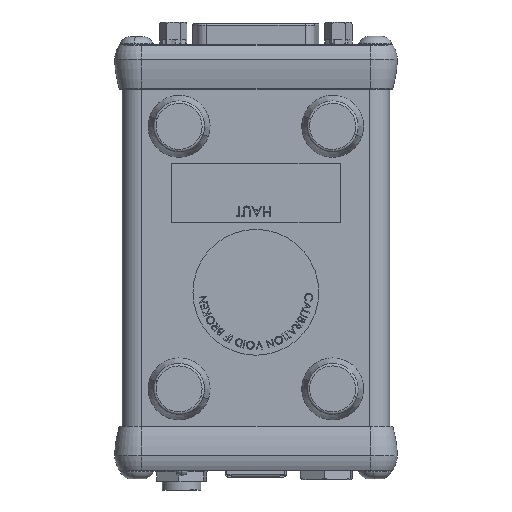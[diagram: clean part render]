
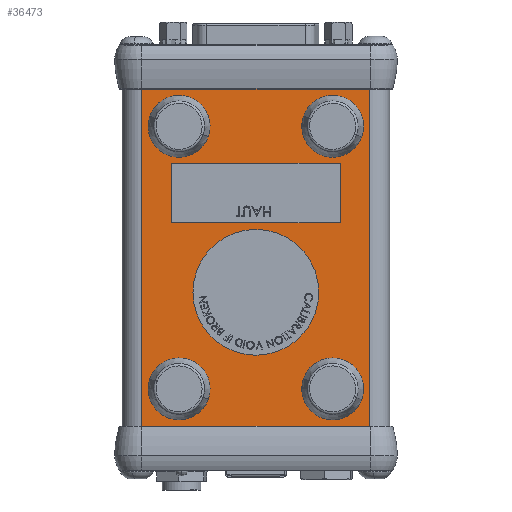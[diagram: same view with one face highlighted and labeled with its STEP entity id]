
A CAD part, front view. The second image highlights one B-rep face of the part: STEP entity #36473.
In plain terms, the highlighted planar face has unit normal (0, -1, 0).
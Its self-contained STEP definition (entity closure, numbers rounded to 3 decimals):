
#5447 = CARTESIAN_POINT ( 'NONE',  ( 41.802, -34.995, 80. ) ) ;
#5481 = DIRECTION ( 'NONE',  ( 0., 0., -1. ) ) ;
#5482 = DIRECTION ( 'NONE',  ( 0., -1., 0. ) ) ;
#5483 = CARTESIAN_POINT ( 'NONE',  ( 41.802, -34.995, 40. ) ) ;
#5484 = AXIS2_PLACEMENT_3D ( 'NONE', #5483, #5482, #5481 ) ;
#5487 = PLANE ( 'NONE',  #5484 ) ;
#5600 = FACE_OUTER_BOUND ( 'NONE', #36474, .T. ) ;
#5601 = DIRECTION ( 'NONE',  ( 0., 0., -1. ) ) ;
#5602 = VECTOR ( 'NONE', #5601, 1000. ) ;
#5603 = CARTESIAN_POINT ( 'NONE',  ( 41.802, -34.995, 40. ) ) ;
#5604 = LINE ( 'NONE', #5603, #5602 ) ;
#6685 = CARTESIAN_POINT ( 'NONE',  ( 41.802, -34.995, 0. ) ) ;
#29430 = DIRECTION ( 'NONE',  ( 0., 0., -1. ) ) ;
#29431 = VECTOR ( 'NONE', #29430, 1000. ) ;
#29432 = CARTESIAN_POINT ( 'NONE',  ( -4.198, -34.995, 40. ) ) ;
#29433 = LINE ( 'NONE', #29432, #29431 ) ;
#29435 = CARTESIAN_POINT ( 'NONE',  ( -4.198, -34.995, 80. ) ) ;
#29436 = DIRECTION ( 'NONE',  ( 1., 0., 0. ) ) ;
#29437 = VECTOR ( 'NONE', #29436, 1000. ) ;
#29438 = CARTESIAN_POINT ( 'NONE',  ( 18.802, -34.995, 80. ) ) ;
#29439 = LINE ( 'NONE', #29438, #29437 ) ;
#35929 = CARTESIAN_POINT ( 'NONE',  ( -4.198, -34.995, 0. ) ) ;
#35930 = DIRECTION ( 'NONE',  ( 1., 0., 0. ) ) ;
#35931 = VECTOR ( 'NONE', #35930, 1000. ) ;
#35932 = CARTESIAN_POINT ( 'NONE',  ( 18.802, -34.995, 0. ) ) ;
#36009 = LINE ( 'NONE', #35932, #35931 ) ;
#36470 = VERTEX_POINT ( 'NONE', #5447 ) ;
#36472 = EDGE_CURVE ( 'NONE', #36470, #36791, #5604, .T. ) ;
#36473 = ADVANCED_FACE ( 'NONE', ( #5600 ), #5487, .T. ) ;
#36474 = EDGE_LOOP ( 'NONE', ( #36475, #36886, #36887, #37049 ) ) ;
#36475 = ORIENTED_EDGE ( 'NONE', *, *, #36884, .T. ) ;
#36791 = VERTEX_POINT ( 'NONE', #6685 ) ;
#36884 = EDGE_CURVE ( 'NONE', #36885, #36791, #36009, .T. ) ;
#36885 = VERTEX_POINT ( 'NONE', #35929 ) ;
#36886 = ORIENTED_EDGE ( 'NONE', *, *, #36472, .F. ) ;
#36887 = ORIENTED_EDGE ( 'NONE', *, *, #37047, .F. ) ;
#37047 = EDGE_CURVE ( 'NONE', #37048, #36470, #29439, .T. ) ;
#37048 = VERTEX_POINT ( 'NONE', #29435 ) ;
#37049 = ORIENTED_EDGE ( 'NONE', *, *, #37050, .T. ) ;
#37050 = EDGE_CURVE ( 'NONE', #37048, #36885, #29433, .T. ) ;
